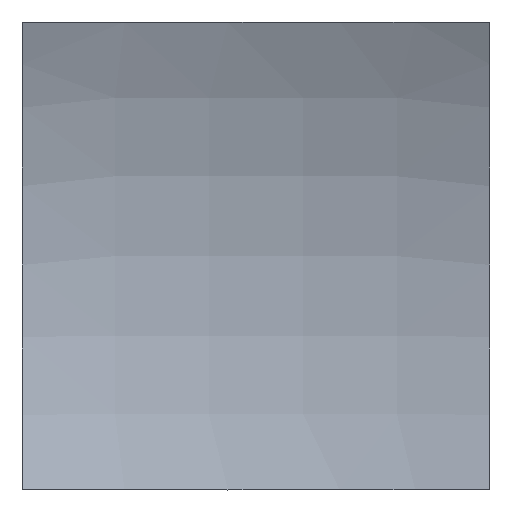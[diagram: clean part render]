
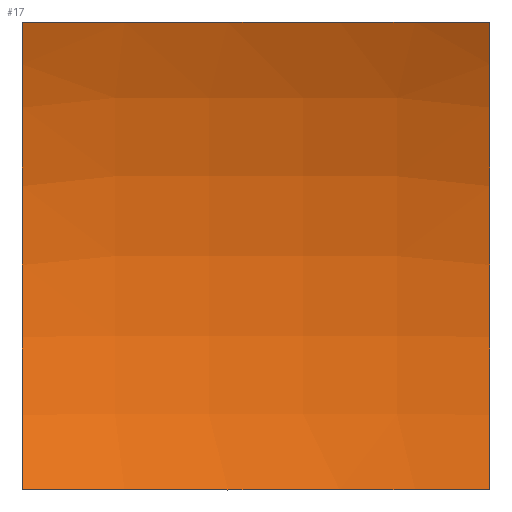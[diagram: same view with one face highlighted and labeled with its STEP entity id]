
A CAD part, top view. The second image highlights one B-rep face of the part: STEP entity #17.
In plain terms, the highlighted free-form (B-spline) face has degree [6, 5] with [7, 6] control points.
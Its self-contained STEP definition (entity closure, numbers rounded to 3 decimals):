
#17 = ADVANCED_FACE('',(#18),#35,.T.);
#18 = FACE_BOUND('',#19,.T.);
#19 = EDGE_LOOP('',(#20,#84,#104,#123));
#20 = ORIENTED_EDGE('',*,*,#21,.F.);
#21 = EDGE_CURVE('',#22,#24,#26,.T.);
#22 = VERTEX_POINT('',#23);
#23 = CARTESIAN_POINT('',(-100.,-100.,30.));
#24 = VERTEX_POINT('',#25);
#25 = CARTESIAN_POINT('',(100.,-100.,30.));
#26 = SURFACE_CURVE('',#27,(#34),.PCURVE_S1.);
#27 = B_SPLINE_CURVE_WITH_KNOTS('',5,(#28,#29,#30,#31,#32,#33),
  .UNSPECIFIED.,.F.,.F.,(6,6),(0.,1.),.PIECEWISE_BEZIER_KNOTS.);
#28 = CARTESIAN_POINT('',(-100.,-100.,30.));
#29 = CARTESIAN_POINT('',(-60.517,-100.,22.105));
#30 = CARTESIAN_POINT('',(-20.285,-100.,17.948));
#31 = CARTESIAN_POINT('',(20.285,-100.,17.948));
#32 = CARTESIAN_POINT('',(60.517,-100.,
    22.105));
#33 = CARTESIAN_POINT('',(100.,-100.,30.));
#34 = PCURVE('',#35,#78);
#35 = B_SPLINE_SURFACE_WITH_KNOTS('',6,5,(
    (#36,#37,#38,#39,#40,#41)
    ,(#42,#43,#44,#45,#46,#47)
    ,(#48,#49,#50,#51,#52,#53)
    ,(#54,#55,#56,#57,#58,#59)
    ,(#60,#61,#62,#63,#64,#65)
    ,(#66,#67,#68,#69,#70,#71)
    ,(#72,#73,#74,#75,#76,#77
    )),.UNSPECIFIED.,.F.,.F.,.F.,(7,7),(6,6),(0.,1.),(0.,1.),
  .PIECEWISE_BEZIER_KNOTS.);
#36 = CARTESIAN_POINT('',(-100.,-100.,30.));
#37 = CARTESIAN_POINT('',(-60.517,-100.,22.105));
#38 = CARTESIAN_POINT('',(-20.285,-100.,17.948));
#39 = CARTESIAN_POINT('',(20.285,-100.,17.948));
#40 = CARTESIAN_POINT('',(60.517,-100.,
    22.105));
#41 = CARTESIAN_POINT('',(100.,-100.,30.));
#42 = CARTESIAN_POINT('',(-100.,-68.237,
    17.296));
#43 = CARTESIAN_POINT('',(-60.517,-68.237,9.4
    ));
#44 = CARTESIAN_POINT('',(-20.285,-68.237,5.243
    ));
#45 = CARTESIAN_POINT('',(20.285,-68.237,5.243)
  );
#46 = CARTESIAN_POINT('',(60.517,-68.237,9.4
    ));
#47 = CARTESIAN_POINT('',(100.,-68.237,17.296
    ));
#48 = CARTESIAN_POINT('',(-100.,-34.853,8.783));
#49 = CARTESIAN_POINT('',(-60.517,-34.853,0.888)
  );
#50 = CARTESIAN_POINT('',(-20.285,-34.853,-3.269
    ));
#51 = CARTESIAN_POINT('',(20.285,-34.853,
    -3.269));
#52 = CARTESIAN_POINT('',(60.517,-34.853,0.888)
  );
#53 = CARTESIAN_POINT('',(100.,-34.853,8.783)
  );
#54 = CARTESIAN_POINT('',(-100.,0.,
    5.448));
#55 = CARTESIAN_POINT('',(-60.517,0.,
    -2.447));
#56 = CARTESIAN_POINT('',(-20.285,0.,
    -6.604));
#57 = CARTESIAN_POINT('',(20.285,0.,
    -6.604));
#58 = CARTESIAN_POINT('',(60.517,0.,
    -2.447));
#59 = CARTESIAN_POINT('',(100.,0.,
    5.448));
#60 = CARTESIAN_POINT('',(-100.,34.853,8.783));
#61 = CARTESIAN_POINT('',(-60.517,34.853,0.888
    ));
#62 = CARTESIAN_POINT('',(-20.285,34.853,
    -3.269));
#63 = CARTESIAN_POINT('',(20.285,34.853,-3.269
    ));
#64 = CARTESIAN_POINT('',(60.517,34.853,0.888
    ));
#65 = CARTESIAN_POINT('',(100.,34.853,8.783
    ));
#66 = CARTESIAN_POINT('',(-100.,68.237,
    17.296));
#67 = CARTESIAN_POINT('',(-60.517,68.237,9.4
    ));
#68 = CARTESIAN_POINT('',(-20.285,68.237,5.243
    ));
#69 = CARTESIAN_POINT('',(20.285,68.237,5.243)
  );
#70 = CARTESIAN_POINT('',(60.517,68.237,9.4
    ));
#71 = CARTESIAN_POINT('',(100.,68.237,
    17.296));
#72 = CARTESIAN_POINT('',(-100.,100.,30.));
#73 = CARTESIAN_POINT('',(-60.517,100.,22.105));
#74 = CARTESIAN_POINT('',(-20.285,100.,17.948));
#75 = CARTESIAN_POINT('',(20.285,100.,17.948));
#76 = CARTESIAN_POINT('',(60.517,100.,
    22.105));
#77 = CARTESIAN_POINT('',(100.,100.,30.));
#78 = DEFINITIONAL_REPRESENTATION('',(#79),#83);
#79 = LINE('',#80,#81);
#80 = CARTESIAN_POINT('',(0.,0.));
#81 = VECTOR('',#82,1.);
#82 = DIRECTION('',(0.,1.));
#83 = ( GEOMETRIC_REPRESENTATION_CONTEXT(2) 
PARAMETRIC_REPRESENTATION_CONTEXT() REPRESENTATION_CONTEXT('2D SPACE',''
  ) );
#84 = ORIENTED_EDGE('',*,*,#85,.T.);
#85 = EDGE_CURVE('',#22,#86,#88,.T.);
#86 = VERTEX_POINT('',#87);
#87 = CARTESIAN_POINT('',(-100.,100.,30.));
#88 = SURFACE_CURVE('',#89,(#97),.PCURVE_S1.);
#89 = B_SPLINE_CURVE_WITH_KNOTS('',6,(#90,#91,#92,#93,#94,#95,#96),
  .UNSPECIFIED.,.F.,.F.,(7,7),(0.,1.),.PIECEWISE_BEZIER_KNOTS.);
#90 = CARTESIAN_POINT('',(-100.,-100.,30.));
#91 = CARTESIAN_POINT('',(-100.,-68.237,
    17.296));
#92 = CARTESIAN_POINT('',(-100.,-34.853,8.783));
#93 = CARTESIAN_POINT('',(-100.,0.,
    5.448));
#94 = CARTESIAN_POINT('',(-100.,34.853,8.783));
#95 = CARTESIAN_POINT('',(-100.,68.237,
    17.296));
#96 = CARTESIAN_POINT('',(-100.,100.,30.));
#97 = PCURVE('',#35,#98);
#98 = DEFINITIONAL_REPRESENTATION('',(#99),#103);
#99 = LINE('',#100,#101);
#100 = CARTESIAN_POINT('',(0.,0.));
#101 = VECTOR('',#102,1.);
#102 = DIRECTION('',(1.,0.));
#103 = ( GEOMETRIC_REPRESENTATION_CONTEXT(2) 
PARAMETRIC_REPRESENTATION_CONTEXT() REPRESENTATION_CONTEXT('2D SPACE',''
  ) );
#104 = ORIENTED_EDGE('',*,*,#105,.T.);
#105 = EDGE_CURVE('',#86,#106,#108,.T.);
#106 = VERTEX_POINT('',#107);
#107 = CARTESIAN_POINT('',(100.,100.,30.));
#108 = SURFACE_CURVE('',#109,(#116),.PCURVE_S1.);
#109 = B_SPLINE_CURVE_WITH_KNOTS('',5,(#110,#111,#112,#113,#114,#115),
  .UNSPECIFIED.,.F.,.F.,(6,6),(0.,1.),.PIECEWISE_BEZIER_KNOTS.);
#110 = CARTESIAN_POINT('',(-100.,100.,30.));
#111 = CARTESIAN_POINT('',(-60.517,100.,22.105));
#112 = CARTESIAN_POINT('',(-20.285,100.,17.948));
#113 = CARTESIAN_POINT('',(20.285,100.,17.948));
#114 = CARTESIAN_POINT('',(60.517,100.,
    22.105));
#115 = CARTESIAN_POINT('',(100.,100.,30.));
#116 = PCURVE('',#35,#117);
#117 = DEFINITIONAL_REPRESENTATION('',(#118),#122);
#118 = LINE('',#119,#120);
#119 = CARTESIAN_POINT('',(1.,0.));
#120 = VECTOR('',#121,1.);
#121 = DIRECTION('',(0.,1.));
#122 = ( GEOMETRIC_REPRESENTATION_CONTEXT(2) 
PARAMETRIC_REPRESENTATION_CONTEXT() REPRESENTATION_CONTEXT('2D SPACE',''
  ) );
#123 = ORIENTED_EDGE('',*,*,#124,.F.);
#124 = EDGE_CURVE('',#24,#106,#125,.T.);
#125 = SURFACE_CURVE('',#126,(#134),.PCURVE_S1.);
#126 = B_SPLINE_CURVE_WITH_KNOTS('',6,(#127,#128,#129,#130,#131,#132,
    #133),.UNSPECIFIED.,.F.,.F.,(7,7),(0.,1.),.PIECEWISE_BEZIER_KNOTS.);
#127 = CARTESIAN_POINT('',(100.,-100.,30.));
#128 = CARTESIAN_POINT('',(100.,-68.237,
    17.296));
#129 = CARTESIAN_POINT('',(100.,-34.853,8.783
    ));
#130 = CARTESIAN_POINT('',(100.,0.,
    5.448));
#131 = CARTESIAN_POINT('',(100.,34.853,
    8.783));
#132 = CARTESIAN_POINT('',(100.,68.237,
    17.296));
#133 = CARTESIAN_POINT('',(100.,100.,30.));
#134 = PCURVE('',#35,#135);
#135 = DEFINITIONAL_REPRESENTATION('',(#136),#140);
#136 = LINE('',#137,#138);
#137 = CARTESIAN_POINT('',(0.,1.));
#138 = VECTOR('',#139,1.);
#139 = DIRECTION('',(1.,0.));
#140 = ( GEOMETRIC_REPRESENTATION_CONTEXT(2) 
PARAMETRIC_REPRESENTATION_CONTEXT() REPRESENTATION_CONTEXT('2D SPACE',''
  ) );
